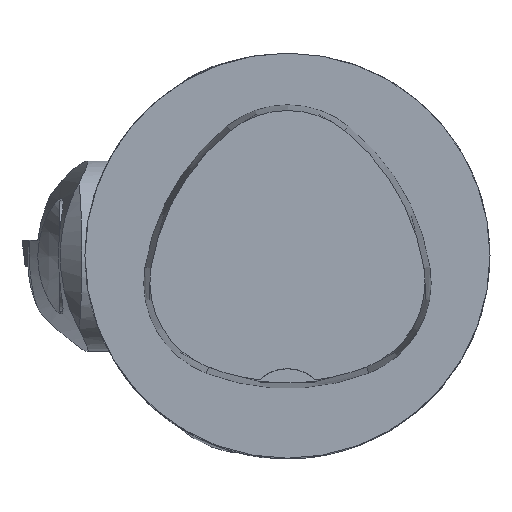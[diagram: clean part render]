
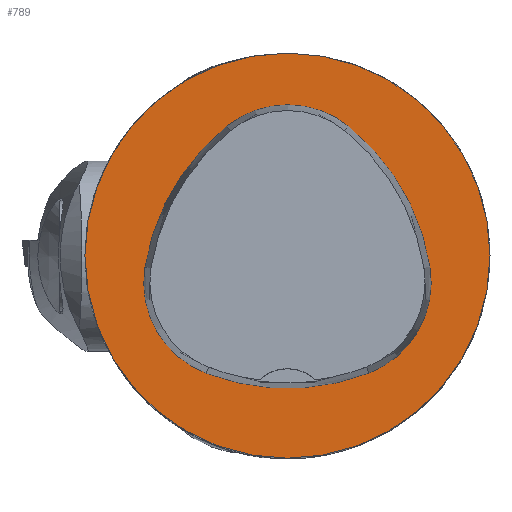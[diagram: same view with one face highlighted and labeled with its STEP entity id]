
A CAD part, top view. The second image highlights one B-rep face of the part: STEP entity #789.
In plain terms, the highlighted planar face has unit normal (0, 0, 1).
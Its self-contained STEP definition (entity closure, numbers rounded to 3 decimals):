
#672=FACE_BOUND('',#1832,.T.);
#673=FACE_BOUND('',#1833,.T.);
#789=ADVANCED_FACE('',(#672,#673),#1164,.T.);
#1164=PLANE('',#7012);
#1832=EDGE_LOOP('',(#2358,#2359,#2360,#2361,#2362,#2363));
#1833=EDGE_LOOP('',(#2364));
#2358=ORIENTED_EDGE('',*,*,#4907,.T.);
#2359=ORIENTED_EDGE('',*,*,#4887,.T.);
#2360=ORIENTED_EDGE('',*,*,#4891,.T.);
#2361=ORIENTED_EDGE('',*,*,#4894,.T.);
#2362=ORIENTED_EDGE('',*,*,#4897,.T.);
#2363=ORIENTED_EDGE('',*,*,#4905,.T.);
#2364=ORIENTED_EDGE('',*,*,#4856,.F.);
#4198=VERTEX_POINT('',#9442);
#4229=VERTEX_POINT('',#9596);
#4230=VERTEX_POINT('',#9597);
#4233=VERTEX_POINT('',#9605);
#4235=VERTEX_POINT('',#9611);
#4237=VERTEX_POINT('',#9617);
#4244=VERTEX_POINT('',#9638);
#4856=EDGE_CURVE('',#4198,#4198,#5793,.T.);
#4887=EDGE_CURVE('',#4229,#4230,#5796,.T.);
#4891=EDGE_CURVE('',#4230,#4233,#5798,.T.);
#4894=EDGE_CURVE('',#4233,#4235,#5800,.T.);
#4897=EDGE_CURVE('',#4235,#4237,#5802,.T.);
#4905=EDGE_CURVE('',#4237,#4244,#5806,.T.);
#4907=EDGE_CURVE('',#4244,#4229,#5808,.T.);
#5793=CIRCLE('',#6973,25.);
#5796=CIRCLE('',#6990,28.);
#5798=CIRCLE('',#6993,12.);
#5800=CIRCLE('',#6996,28.);
#5802=CIRCLE('',#6999,12.);
#5806=CIRCLE('',#7004,28.);
#5808=CIRCLE('',#7007,12.);
#6973=AXIS2_PLACEMENT_3D('',#9441,#7680,#7681);
#6990=AXIS2_PLACEMENT_3D('',#9595,#7726,#7727);
#6993=AXIS2_PLACEMENT_3D('',#9604,#7734,#7735);
#6996=AXIS2_PLACEMENT_3D('',#9610,#7741,#7742);
#6999=AXIS2_PLACEMENT_3D('',#9616,#7748,#7749);
#7004=AXIS2_PLACEMENT_3D('',#9639,#7760,#7761);
#7007=AXIS2_PLACEMENT_3D('',#9642,#7766,#7767);
#7012=AXIS2_PLACEMENT_3D('',#9647,#7776,#7777);
#7680=DIRECTION('',(0.,0.,-1.));
#7681=DIRECTION('',(-1.,0.,0.));
#7726=DIRECTION('',(0.,0.,-1.));
#7727=DIRECTION('',(-1.,0.,0.));
#7734=DIRECTION('',(0.,0.,-1.));
#7735=DIRECTION('',(-1.,0.,0.));
#7741=DIRECTION('',(0.,0.,-1.));
#7742=DIRECTION('',(-1.,0.,0.));
#7748=DIRECTION('',(0.,0.,-1.));
#7749=DIRECTION('',(-1.,0.,0.));
#7760=DIRECTION('',(0.,0.,-1.));
#7761=DIRECTION('',(-1.,0.,0.));
#7766=DIRECTION('',(0.,0.,-1.));
#7767=DIRECTION('',(-1.,0.,0.));
#7776=DIRECTION('',(0.,0.,1.));
#7777=DIRECTION('',(1.,0.,0.));
#9441=CARTESIAN_POINT('',(0.,0.,0.));
#9442=CARTESIAN_POINT('',(-25.,0.,0.));
#9595=CARTESIAN_POINT('',(10.068,-5.824,0.));
#9596=CARTESIAN_POINT('',(-17.584,-1.424,0.));
#9597=CARTESIAN_POINT('',(-7.531,15.953,0.));
#9604=CARTESIAN_POINT('',(0.011,6.62,0.));
#9605=CARTESIAN_POINT('',(7.567,15.942,0.));
#9610=CARTESIAN_POINT('',(-10.063,-5.81,0.));
#9611=CARTESIAN_POINT('',(17.59,-1.418,0.));
#9616=CARTESIAN_POINT('',(5.739,-3.3,0.));
#9617=CARTESIAN_POINT('',(10.05,-14.499,0.));
#9638=CARTESIAN_POINT('',(-10.025,-14.516,0.));
#9639=CARTESIAN_POINT('',(-0.01,11.631,0.));
#9642=CARTESIAN_POINT('',(-5.733,-3.31,0.));
#9647=CARTESIAN_POINT('',(0.,0.,0.));
